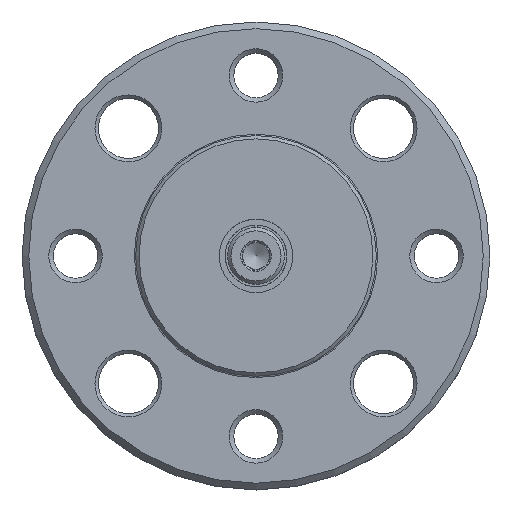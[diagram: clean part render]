
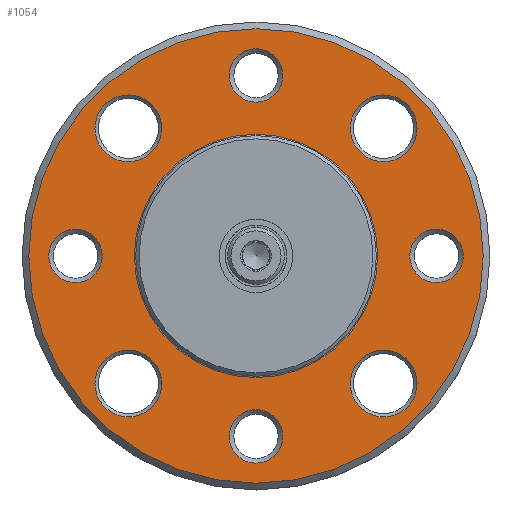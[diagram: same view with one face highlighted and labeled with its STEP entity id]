
A CAD part, top view. The second image highlights one B-rep face of the part: STEP entity #1054.
In plain terms, the highlighted planar face has unit normal (0, 0, 1).
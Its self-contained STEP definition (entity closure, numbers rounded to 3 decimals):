
#103=CIRCLE('',#1182,18.2);
#104=CIRCLE('',#1184,34.);
#105=CIRCLE('',#1185,4.);
#106=CIRCLE('',#1186,5.);
#107=CIRCLE('',#1187,5.);
#108=CIRCLE('',#1188,5.);
#109=CIRCLE('',#1189,5.);
#110=CIRCLE('',#1190,4.);
#111=CIRCLE('',#1191,4.);
#112=CIRCLE('',#1192,4.);
#210=ORIENTED_EDGE('',*,*,#449,.F.);
#211=ORIENTED_EDGE('',*,*,#450,.F.);
#212=ORIENTED_EDGE('',*,*,#451,.T.);
#213=ORIENTED_EDGE('',*,*,#452,.T.);
#214=ORIENTED_EDGE('',*,*,#453,.T.);
#215=ORIENTED_EDGE('',*,*,#454,.T.);
#216=ORIENTED_EDGE('',*,*,#455,.F.);
#217=ORIENTED_EDGE('',*,*,#448,.T.);
#218=ORIENTED_EDGE('',*,*,#456,.F.);
#219=ORIENTED_EDGE('',*,*,#457,.F.);
#448=EDGE_CURVE('',#567,#567,#103,.T.);
#449=EDGE_CURVE('',#568,#568,#104,.T.);
#450=EDGE_CURVE('',#569,#569,#105,.F.);
#451=EDGE_CURVE('',#570,#570,#106,.T.);
#452=EDGE_CURVE('',#571,#571,#107,.T.);
#453=EDGE_CURVE('',#572,#572,#108,.T.);
#454=EDGE_CURVE('',#573,#573,#109,.T.);
#455=EDGE_CURVE('',#574,#574,#110,.T.);
#456=EDGE_CURVE('',#575,#575,#111,.T.);
#457=EDGE_CURVE('',#576,#576,#112,.T.);
#567=VERTEX_POINT('',#1762);
#568=VERTEX_POINT('',#1765);
#569=VERTEX_POINT('',#1767);
#570=VERTEX_POINT('',#1769);
#571=VERTEX_POINT('',#1771);
#572=VERTEX_POINT('',#1773);
#573=VERTEX_POINT('',#1775);
#574=VERTEX_POINT('',#1777);
#575=VERTEX_POINT('',#1779);
#576=VERTEX_POINT('',#1781);
#725=EDGE_LOOP('',(#210));
#726=EDGE_LOOP('',(#211));
#727=EDGE_LOOP('',(#212));
#728=EDGE_LOOP('',(#213));
#729=EDGE_LOOP('',(#214));
#730=EDGE_LOOP('',(#215));
#731=EDGE_LOOP('',(#216));
#732=EDGE_LOOP('',(#217));
#733=EDGE_LOOP('',(#218));
#734=EDGE_LOOP('',(#219));
#877=FACE_BOUND('',#725,.T.);
#878=FACE_BOUND('',#726,.T.);
#879=FACE_BOUND('',#727,.T.);
#880=FACE_BOUND('',#728,.T.);
#881=FACE_BOUND('',#729,.T.);
#882=FACE_BOUND('',#730,.T.);
#883=FACE_BOUND('',#731,.T.);
#884=FACE_BOUND('',#732,.T.);
#885=FACE_BOUND('',#733,.T.);
#886=FACE_BOUND('',#734,.T.);
#1022=PLANE('',#1183);
#1054=ADVANCED_FACE('',(#877,#878,#879,#880,#881,#882,#883,#884,#885,#886),
#1022,.F.);
#1182=AXIS2_PLACEMENT_3D('',#1761,#1379,#1380);
#1183=AXIS2_PLACEMENT_3D('',#1763,#1381,#1382);
#1184=AXIS2_PLACEMENT_3D('',#1764,#1383,#1384);
#1185=AXIS2_PLACEMENT_3D('',#1766,#1385,#1386);
#1186=AXIS2_PLACEMENT_3D('',#1768,#1387,#1388);
#1187=AXIS2_PLACEMENT_3D('',#1770,#1389,#1390);
#1188=AXIS2_PLACEMENT_3D('',#1772,#1391,#1392);
#1189=AXIS2_PLACEMENT_3D('',#1774,#1393,#1394);
#1190=AXIS2_PLACEMENT_3D('',#1776,#1395,#1396);
#1191=AXIS2_PLACEMENT_3D('',#1778,#1397,#1398);
#1192=AXIS2_PLACEMENT_3D('',#1780,#1399,#1400);
#1379=DIRECTION('',(0.,0.,-1.));
#1380=DIRECTION('',(-1.,0.,0.));
#1381=DIRECTION('',(0.,0.,-1.));
#1382=DIRECTION('',(-1.,0.,0.));
#1383=DIRECTION('',(0.,0.,-1.));
#1384=DIRECTION('',(-1.,0.,0.));
#1385=DIRECTION('',(0.,0.,-1.));
#1386=DIRECTION('',(-1.,0.,0.));
#1387=DIRECTION('',(0.,0.,-1.));
#1388=DIRECTION('',(-1.,0.,0.));
#1389=DIRECTION('',(0.,0.,-1.));
#1390=DIRECTION('',(-1.,0.,0.));
#1391=DIRECTION('',(0.,0.,-1.));
#1392=DIRECTION('',(-1.,0.,0.));
#1393=DIRECTION('',(0.,0.,-1.));
#1394=DIRECTION('',(-1.,0.,0.));
#1395=DIRECTION('',(0.,0.,1.));
#1396=DIRECTION('',(1.,0.,0.));
#1397=DIRECTION('',(0.,0.,1.));
#1398=DIRECTION('',(1.,0.,0.));
#1399=DIRECTION('',(0.,0.,1.));
#1400=DIRECTION('',(1.,0.,0.));
#1761=CARTESIAN_POINT('',(0.,0.,-5.));
#1762=CARTESIAN_POINT('',(-18.2,0.,-5.));
#1763=CARTESIAN_POINT('',(0.,18.2,-5.));
#1764=CARTESIAN_POINT('',(0.,0.,-5.));
#1765=CARTESIAN_POINT('',(-34.,0.,-5.));
#1766=CARTESIAN_POINT('',(0.,27.,-5.));
#1767=CARTESIAN_POINT('',(-4.,27.,-5.));
#1768=CARTESIAN_POINT('',(-19.092,19.092,-5.));
#1769=CARTESIAN_POINT('',(-24.092,19.092,-5.));
#1770=CARTESIAN_POINT('',(-19.092,-19.092,-5.));
#1771=CARTESIAN_POINT('',(-24.092,-19.092,-5.));
#1772=CARTESIAN_POINT('',(19.092,-19.092,-5.));
#1773=CARTESIAN_POINT('',(14.092,-19.092,-5.));
#1774=CARTESIAN_POINT('',(19.092,19.092,-5.));
#1775=CARTESIAN_POINT('',(14.092,19.092,-5.));
#1776=CARTESIAN_POINT('',(27.,0.,-5.));
#1777=CARTESIAN_POINT('',(31.,0.,-5.));
#1778=CARTESIAN_POINT('',(-27.,0.,-5.));
#1779=CARTESIAN_POINT('',(-23.,0.,-5.));
#1780=CARTESIAN_POINT('',(0.,-27.,-5.));
#1781=CARTESIAN_POINT('',(4.,-27.,-5.));
